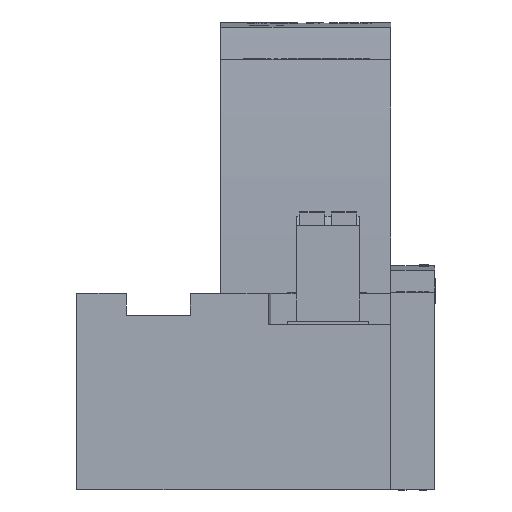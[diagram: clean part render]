
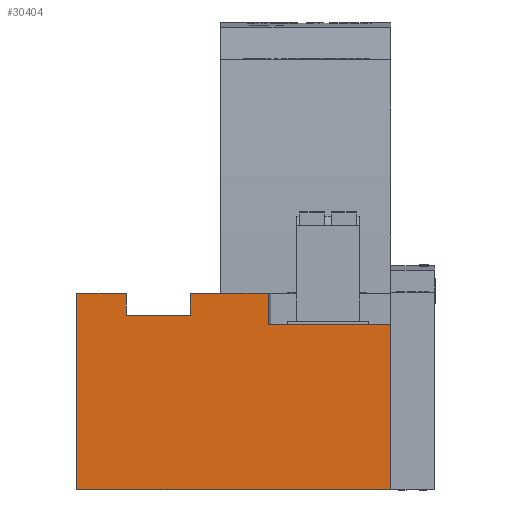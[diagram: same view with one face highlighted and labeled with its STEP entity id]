
A CAD part, front view. The second image highlights one B-rep face of the part: STEP entity #30404.
In plain terms, the highlighted planar face has unit normal (0, -1, 0).
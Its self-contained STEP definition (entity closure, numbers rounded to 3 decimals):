
#26832=FACE_OUTER_BOUND('',#38028,.T.);
#30404=ADVANCED_FACE('',(#26832),#34151,.T.);
#34151=PLANE('',#90919);
#38028=EDGE_LOOP('',(#42400,#42401,#42402,#42403,#42404,#42405,#42406,#42407,
#42408,#42409));
#42400=ORIENTED_EDGE('',*,*,#67019,.F.);
#42401=ORIENTED_EDGE('',*,*,#67049,.F.);
#42402=ORIENTED_EDGE('',*,*,#67037,.F.);
#42403=ORIENTED_EDGE('',*,*,#67050,.F.);
#42404=ORIENTED_EDGE('',*,*,#67047,.F.);
#42405=ORIENTED_EDGE('',*,*,#67051,.F.);
#42406=ORIENTED_EDGE('',*,*,#67052,.F.);
#42407=ORIENTED_EDGE('',*,*,#67053,.T.);
#42408=ORIENTED_EDGE('',*,*,#66831,.T.);
#42409=ORIENTED_EDGE('',*,*,#67054,.F.);
#60767=VERTEX_POINT('',#109712);
#60768=VERTEX_POINT('',#109714);
#60920=VERTEX_POINT('',#110089);
#60921=VERTEX_POINT('',#110090);
#60938=VERTEX_POINT('',#110125);
#60939=VERTEX_POINT('',#110127);
#60942=VERTEX_POINT('',#110134);
#60948=VERTEX_POINT('',#110146);
#60950=VERTEX_POINT('',#110154);
#60951=VERTEX_POINT('',#110156);
#66831=EDGE_CURVE('',#60768,#60767,#76137,.T.);
#67019=EDGE_CURVE('',#60920,#60921,#76313,.T.);
#67037=EDGE_CURVE('',#60938,#60939,#76331,.T.);
#67047=EDGE_CURVE('',#60948,#60942,#76340,.T.);
#67049=EDGE_CURVE('',#60939,#60920,#76341,.T.);
#67050=EDGE_CURVE('',#60942,#60938,#76342,.T.);
#67051=EDGE_CURVE('',#60950,#60948,#76343,.T.);
#67052=EDGE_CURVE('',#60951,#60950,#76344,.T.);
#67053=EDGE_CURVE('',#60951,#60768,#76345,.T.);
#67054=EDGE_CURVE('',#60921,#60767,#76346,.T.);
#76137=LINE('',#109713,#83234);
#76313=LINE('',#110088,#83410);
#76331=LINE('',#110126,#83428);
#76340=LINE('',#110147,#83437);
#76341=LINE('',#110151,#83438);
#76342=LINE('',#110152,#83439);
#76343=LINE('',#110153,#83440);
#76344=LINE('',#110155,#83441);
#76345=LINE('',#110157,#83442);
#76346=LINE('',#110158,#83443);
#83234=VECTOR('',#94615,1.);
#83410=VECTOR('',#94885,1.);
#83428=VECTOR('',#94905,1.);
#83437=VECTOR('',#94918,1.);
#83438=VECTOR('',#94923,1.);
#83439=VECTOR('',#94924,1.);
#83440=VECTOR('',#94925,1.);
#83441=VECTOR('',#94926,1.);
#83442=VECTOR('',#94927,1.);
#83443=VECTOR('',#94928,1.);
#90919=AXIS2_PLACEMENT_3D('',#110159,#94929,#94930);
#94615=DIRECTION('',(1.,0.,0.));
#94885=DIRECTION('',(1.,0.,0.));
#94905=DIRECTION('',(1.,0.,0.));
#94918=DIRECTION('',(1.,0.,0.));
#94923=DIRECTION('',(0.,0.,-1.));
#94924=DIRECTION('',(0.,0.,1.));
#94925=DIRECTION('',(0.,0.,-1.));
#94926=DIRECTION('',(1.,0.,0.));
#94927=DIRECTION('',(0.,0.,-1.));
#94928=DIRECTION('',(0.,0.,-1.));
#94929=DIRECTION('',(0.,-1.,0.));
#94930=DIRECTION('',(0.,0.,-1.));
#109712=CARTESIAN_POINT('',(10.,-76.6,-7.));
#109713=CARTESIAN_POINT('',(-40.,-76.6,-7.));
#109714=CARTESIAN_POINT('',(-40.,-76.6,-7.));
#110088=CARTESIAN_POINT('',(-9.5,-76.6,19.3));
#110089=CARTESIAN_POINT('',(-9.5,-76.6,19.3));
#110090=CARTESIAN_POINT('',(10.,-76.6,19.3));
#110125=CARTESIAN_POINT('',(-21.903,-76.6,24.3));
#110126=CARTESIAN_POINT('',(-21.903,-76.6,24.3));
#110127=CARTESIAN_POINT('',(-9.5,-76.6,24.3));
#110134=CARTESIAN_POINT('',(-21.903,-76.6,20.8));
#110146=CARTESIAN_POINT('',(-32.103,-76.6,20.8));
#110147=CARTESIAN_POINT('',(-32.103,-76.6,20.8));
#110151=CARTESIAN_POINT('',(-9.5,-76.6,36.));
#110152=CARTESIAN_POINT('',(-21.903,-76.6,20.8));
#110153=CARTESIAN_POINT('',(-32.103,-76.6,24.3));
#110154=CARTESIAN_POINT('',(-32.103,-76.6,24.3));
#110155=CARTESIAN_POINT('',(-40.,-76.6,24.3));
#110156=CARTESIAN_POINT('',(-40.,-76.6,24.3));
#110157=CARTESIAN_POINT('',(-40.,-76.6,24.9));
#110158=CARTESIAN_POINT('',(10.,-76.6,24.9));
#110159=CARTESIAN_POINT('',(-40.,-76.6,24.9));
